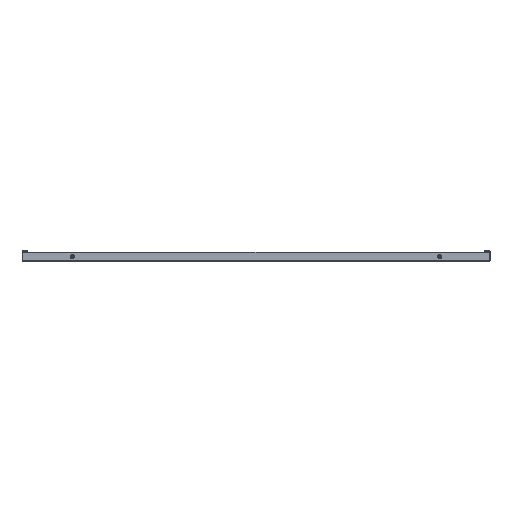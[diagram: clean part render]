
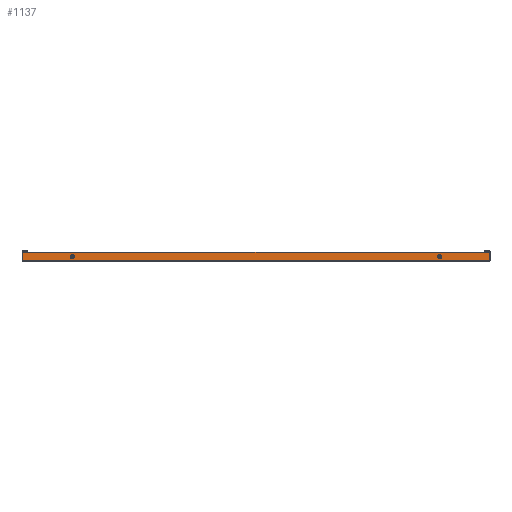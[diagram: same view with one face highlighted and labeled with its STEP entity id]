
A CAD part, front view. The second image highlights one B-rep face of the part: STEP entity #1137.
In plain terms, the highlighted planar face has unit normal (0, -1, 0).
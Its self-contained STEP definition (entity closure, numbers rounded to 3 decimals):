
#1 = ORIENTED_EDGE ( 'NONE', *, *, #16087, .F. ) ;
#2 = ORIENTED_EDGE ( 'NONE', *, *, #16079, .T. ) ;
#3 = ORIENTED_EDGE ( 'NONE', *, *, #16209, .T. ) ;
#477 = CARTESIAN_POINT ( 'NONE',  ( 371.4, -880.5, 5.5 ) ) ;
#507 = CARTESIAN_POINT ( 'NONE',  ( 371.4, -880.5, 13.5 ) ) ;
#550 = CARTESIAN_POINT ( 'NONE',  ( -371.4, -880.5, 13.5 ) ) ;
#563 = CARTESIAN_POINT ( 'NONE',  ( 471.4, -880.5, 1.51 ) ) ;
#577 = CARTESIAN_POINT ( 'NONE',  ( -471.4, -880.5, 18.5 ) ) ;
#1137 = ADVANCED_FACE ( 'NONE', ( #21402, #21387, #21383 ), #25270, .F. ) ;
#1222 = CARTESIAN_POINT ( 'NONE',  ( -471.4, -880.5, 1.51 ) ) ;
#1254 = CARTESIAN_POINT ( 'NONE',  ( -471.4, -880.5, 1.51 ) ) ;
#1386 = CARTESIAN_POINT ( 'NONE',  ( 471.4, -880.5, 18.5 ) ) ;
#1754 = DIRECTION ( 'NONE',  ( 0., 0., -1. ) ) ;
#1755 = DIRECTION ( 'NONE',  ( 0., 1., 0. ) ) ;
#1757 = CARTESIAN_POINT ( 'NONE',  ( 371.4, -880.5, 9.5 ) ) ;
#1758 = DIRECTION ( 'NONE',  ( -1., 0., 0. ) ) ;
#1759 = CARTESIAN_POINT ( 'NONE',  ( -471.5, -880.5, 1.51 ) ) ;
#1761 = DIRECTION ( 'NONE',  ( 0., 0., 1. ) ) ;
#1763 = DIRECTION ( 'NONE',  ( -1., 0., 0. ) ) ;
#1764 = CARTESIAN_POINT ( 'NONE',  ( -471.5, -880.5, 18.5 ) ) ;
#1766 = DIRECTION ( 'NONE',  ( 0., 0., -1. ) ) ;
#1767 = DIRECTION ( 'NONE',  ( 0., -1., 0. ) ) ;
#1770 = CARTESIAN_POINT ( 'NONE',  ( 471.4, -880.5, 1.51 ) ) ;
#1772 = DIRECTION ( 'NONE',  ( 0., 0., 1. ) ) ;
#1773 = CARTESIAN_POINT ( 'NONE',  ( -371.4, -880.5, 9.5 ) ) ;
#2004 = DIRECTION ( 'NONE',  ( 0., 0., -1. ) ) ;
#2005 = DIRECTION ( 'NONE',  ( 0., -1., 0. ) ) ;
#2006 = CARTESIAN_POINT ( 'NONE',  ( -371.4, -880.5, 9.5 ) ) ;
#2026 = DIRECTION ( 'NONE',  ( 0., 0., -1. ) ) ;
#2027 = DIRECTION ( 'NONE',  ( 0., 1., 0. ) ) ;
#2028 = CARTESIAN_POINT ( 'NONE',  ( 371.4, -880.5, 9.5 ) ) ;
#4718 = CARTESIAN_POINT ( 'NONE',  ( -371.4, -880.5, 5.5 ) ) ;
#6372 = LINE ( 'NONE', #1254, #6638 ) ;
#6386 = LINE ( 'NONE', #1764, #6387 ) ;
#6387 = VECTOR ( 'NONE', #1763, 1000. ) ;
#6389 = LINE ( 'NONE', #1770, #7027 ) ;
#6390 = CIRCLE ( 'NONE', #6838, 4. ) ;
#6638 = VECTOR ( 'NONE', #1772, 1000. ) ;
#6811 = LINE ( 'NONE', #1759, #6963 ) ;
#6828 = AXIS2_PLACEMENT_3D ( 'NONE', #1757, #1755, #1754 ) ;
#6838 = AXIS2_PLACEMENT_3D ( 'NONE', #1773, #1767, #1766 ) ;
#6936 = AXIS2_PLACEMENT_3D ( 'NONE', #2006, #2005, #2004 ) ;
#6937 = AXIS2_PLACEMENT_3D ( 'NONE', #2028, #2027, #2026 ) ;
#6963 = VECTOR ( 'NONE', #1758, 1000. ) ;
#7021 = CIRCLE ( 'NONE', #6828, 4. ) ;
#7027 = VECTOR ( 'NONE', #1761, 1000. ) ;
#12494 = VERTEX_POINT ( 'NONE', #4718 ) ;
#16079 = EDGE_CURVE ( 'NONE', #18061, #18055, #25099, .T. ) ;
#16087 = EDGE_CURVE ( 'NONE', #18045, #12494, #25079, .T. ) ;
#16203 = EDGE_CURVE ( 'NONE', #17870, #18020, #6372, .T. ) ;
#16205 = EDGE_CURVE ( 'NONE', #12494, #18045, #6390, .T. ) ;
#16206 = EDGE_CURVE ( 'NONE', #17831, #18020, #6386, .T. ) ;
#16207 = EDGE_CURVE ( 'NONE', #18033, #17831, #6389, .T. ) ;
#16208 = EDGE_CURVE ( 'NONE', #18033, #17870, #6811, .T. ) ;
#16209 = EDGE_CURVE ( 'NONE', #18055, #18061, #7021, .T. ) ;
#17831 = VERTEX_POINT ( 'NONE', #1386 ) ;
#17870 = VERTEX_POINT ( 'NONE', #1222 ) ;
#18020 = VERTEX_POINT ( 'NONE', #577 ) ;
#18033 = VERTEX_POINT ( 'NONE', #563 ) ;
#18045 = VERTEX_POINT ( 'NONE', #550 ) ;
#18055 = VERTEX_POINT ( 'NONE', #507 ) ;
#18061 = VERTEX_POINT ( 'NONE', #477 ) ;
#21100 = EDGE_LOOP ( 'NONE', ( #26903, #1 ) ) ;
#21171 = EDGE_LOOP ( 'NONE', ( #26909, #26897, #26938, #25851 ) ) ;
#21383 = FACE_BOUND ( 'NONE', #21814, .T. ) ;
#21387 = FACE_BOUND ( 'NONE', #21100, .T. ) ;
#21402 = FACE_OUTER_BOUND ( 'NONE', #21171, .T. ) ;
#21814 = EDGE_LOOP ( 'NONE', ( #2, #3 ) ) ;
#22694 = AXIS2_PLACEMENT_3D ( 'NONE', #25984, #25268, #25266 ) ;
#25079 = CIRCLE ( 'NONE', #6936, 4. ) ;
#25099 = CIRCLE ( 'NONE', #6937, 4. ) ;
#25266 = DIRECTION ( 'NONE',  ( 0., 0., 1. ) ) ;
#25268 = DIRECTION ( 'NONE',  ( 0., 1., 0. ) ) ;
#25270 = PLANE ( 'NONE',  #22694 ) ;
#25851 = ORIENTED_EDGE ( 'NONE', *, *, #16208, .F. ) ;
#25984 = CARTESIAN_POINT ( 'NONE',  ( -471.5, -880.5, 18.5 ) ) ;
#26897 = ORIENTED_EDGE ( 'NONE', *, *, #16206, .T. ) ;
#26903 = ORIENTED_EDGE ( 'NONE', *, *, #16205, .F. ) ;
#26909 = ORIENTED_EDGE ( 'NONE', *, *, #16207, .T. ) ;
#26938 = ORIENTED_EDGE ( 'NONE', *, *, #16203, .F. ) ;
